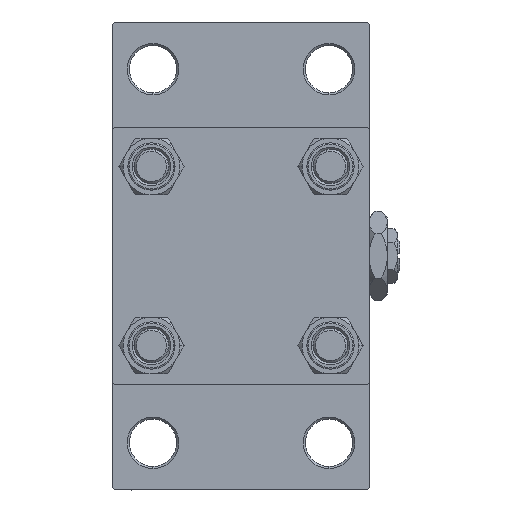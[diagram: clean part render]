
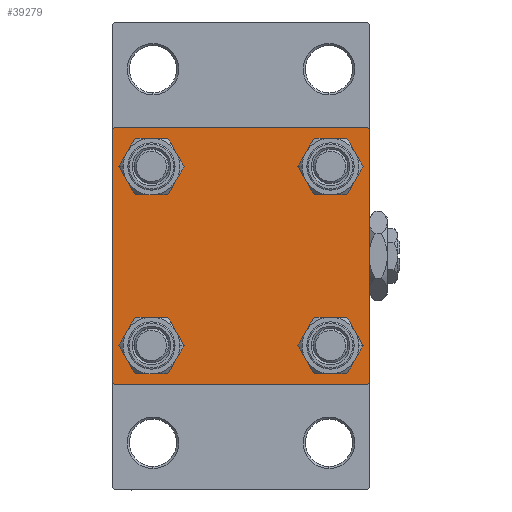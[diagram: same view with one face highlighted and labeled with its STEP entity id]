
A CAD part, left-side view. The second image highlights one B-rep face of the part: STEP entity #39279.
In plain terms, the highlighted planar face has unit normal (-1, 0, 0).
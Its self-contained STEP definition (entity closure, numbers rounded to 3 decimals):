
#120 = CARTESIAN_POINT ( 'NONE',  ( 0., -29.75, -29.75 ) ) ;
#197 = AXIS2_PLACEMENT_3D ( 'NONE', #4885, #24204, #46778 ) ;
#641 = CIRCLE ( 'NONE', #10218, 4.5 ) ;
#701 = DIRECTION ( 'NONE',  ( 0., -0.707, -0.707 ) ) ;
#1141 = EDGE_LOOP ( 'NONE', ( #21566, #44942 ) ) ;
#1200 = ORIENTED_EDGE ( 'NONE', *, *, #12935, .T. ) ;
#1246 = VERTEX_POINT ( 'NONE', #10528 ) ;
#1463 = DIRECTION ( 'NONE',  ( 1., 0., 0. ) ) ;
#1827 = EDGE_CURVE ( 'NONE', #44513, #39261, #38817, .T. ) ;
#3296 = ORIENTED_EDGE ( 'NONE', *, *, #33318, .T. ) ;
#4139 = CARTESIAN_POINT ( 'NONE',  ( 0., -20.85, -20.85 ) ) ;
#4283 = VERTEX_POINT ( 'NONE', #40365 ) ;
#4386 = CARTESIAN_POINT ( 'NONE',  ( 0., -20.85, -20.85 ) ) ;
#4433 = CARTESIAN_POINT ( 'NONE',  ( 0., 30., -30. ) ) ;
#4885 = CARTESIAN_POINT ( 'NONE',  ( 0., -20.85, 20.85 ) ) ;
#5462 = CIRCLE ( 'NONE', #15892, 4.5 ) ;
#5672 = ORIENTED_EDGE ( 'NONE', *, *, #48553, .T. ) ;
#5892 = CARTESIAN_POINT ( 'NONE',  ( 0., 30., 30. ) ) ;
#6149 = CARTESIAN_POINT ( 'NONE',  ( 0., 20.85, -20.85 ) ) ;
#6599 = EDGE_CURVE ( 'NONE', #40288, #24433, #34029, .T. ) ;
#6618 = DIRECTION ( 'NONE',  ( 0., 0., -1. ) ) ;
#6716 = ORIENTED_EDGE ( 'NONE', *, *, #6599, .T. ) ;
#7243 = CARTESIAN_POINT ( 'NONE',  ( 0., -29.5, 30. ) ) ;
#8181 = DIRECTION ( 'NONE',  ( 0., 0.707, 0.707 ) ) ;
#8538 = PLANE ( 'NONE',  #18389 ) ;
#9044 = CARTESIAN_POINT ( 'NONE',  ( 0., 20.85, 16.35 ) ) ;
#9670 = LINE ( 'NONE', #5892, #34480 ) ;
#9683 = ORIENTED_EDGE ( 'NONE', *, *, #13047, .F. ) ;
#9919 = EDGE_CURVE ( 'NONE', #38761, #44814, #49613, .T. ) ;
#10218 = AXIS2_PLACEMENT_3D ( 'NONE', #6149, #36253, #32745 ) ;
#10528 = CARTESIAN_POINT ( 'NONE',  ( 0., -20.85, 25.35 ) ) ;
#11295 = ORIENTED_EDGE ( 'NONE', *, *, #14525, .T. ) ;
#11410 = CARTESIAN_POINT ( 'NONE',  ( 0., 29.5, 30. ) ) ;
#11809 = CARTESIAN_POINT ( 'NONE',  ( 0., 20.85, 25.35 ) ) ;
#11978 = LINE ( 'NONE', #22078, #22176 ) ;
#12507 = DIRECTION ( 'NONE',  ( 0., 0., 1. ) ) ;
#12534 = VECTOR ( 'NONE', #15495, 1000. ) ;
#12687 = DIRECTION ( 'NONE',  ( 0., 0., 1. ) ) ;
#12807 = FACE_BOUND ( 'NONE', #1141, .T. ) ;
#12935 = EDGE_CURVE ( 'NONE', #4283, #41446, #26287, .T. ) ;
#13044 = FACE_OUTER_BOUND ( 'NONE', #19615, .T. ) ;
#13047 = EDGE_CURVE ( 'NONE', #40288, #47188, #36221, .T. ) ;
#13141 = VERTEX_POINT ( 'NONE', #15610 ) ;
#13226 = DIRECTION ( 'NONE',  ( 0., 0., 1. ) ) ;
#14489 = ORIENTED_EDGE ( 'NONE', *, *, #23970, .T. ) ;
#14525 = EDGE_CURVE ( 'NONE', #20671, #1246, #5462, .T. ) ;
#14815 = CARTESIAN_POINT ( 'NONE',  ( 0., 29.75, 29.75 ) ) ;
#14970 = CARTESIAN_POINT ( 'NONE',  ( 0., -29.75, 29.75 ) ) ;
#15495 = DIRECTION ( 'NONE',  ( 0., -1., 0. ) ) ;
#15610 = CARTESIAN_POINT ( 'NONE',  ( 0., 30., 29.5 ) ) ;
#15807 = AXIS2_PLACEMENT_3D ( 'NONE', #27549, #47114, #12507 ) ;
#15892 = AXIS2_PLACEMENT_3D ( 'NONE', #39823, #1463, #13226 ) ;
#16238 = ORIENTED_EDGE ( 'NONE', *, *, #1827, .T. ) ;
#16556 = CARTESIAN_POINT ( 'NONE',  ( 0., 0., 0. ) ) ;
#16901 = EDGE_LOOP ( 'NONE', ( #5672, #11295 ) ) ;
#17794 = VECTOR ( 'NONE', #19376, 1000. ) ;
#18131 = EDGE_CURVE ( 'NONE', #30946, #24433, #9670, .T. ) ;
#18157 = VECTOR ( 'NONE', #8181, 1000. ) ;
#18389 = AXIS2_PLACEMENT_3D ( 'NONE', #16556, #46662, #42653 ) ;
#19376 = DIRECTION ( 'NONE',  ( 0., 0., -1. ) ) ;
#19615 = EDGE_LOOP ( 'NONE', ( #14489, #33067, #20708, #36262, #9683, #6716, #48345, #3296 ) ) ;
#19655 = CARTESIAN_POINT ( 'NONE',  ( 0., 20.85, -16.35 ) ) ;
#19992 = VERTEX_POINT ( 'NONE', #19655 ) ;
#20646 = AXIS2_PLACEMENT_3D ( 'NONE', #4139, #27713, #46772 ) ;
#20671 = VERTEX_POINT ( 'NONE', #20775 ) ;
#20708 = ORIENTED_EDGE ( 'NONE', *, *, #9919, .T. ) ;
#20775 = CARTESIAN_POINT ( 'NONE',  ( 0., -20.85, 16.35 ) ) ;
#21566 = ORIENTED_EDGE ( 'NONE', *, *, #42345, .T. ) ;
#22023 = CARTESIAN_POINT ( 'NONE',  ( 0., 30., -29.5 ) ) ;
#22078 = CARTESIAN_POINT ( 'NONE',  ( 0., 29.75, -29.75 ) ) ;
#22176 = VECTOR ( 'NONE', #701, 1000. ) ;
#22310 = VERTEX_POINT ( 'NONE', #22023 ) ;
#23970 = EDGE_CURVE ( 'NONE', #13141, #22310, #42695, .T. ) ;
#24204 = DIRECTION ( 'NONE',  ( 1., 0., 0. ) ) ;
#24241 = CARTESIAN_POINT ( 'NONE',  ( 0., -29.5, -30. ) ) ;
#24433 = VERTEX_POINT ( 'NONE', #7243 ) ;
#25212 = DIRECTION ( 'NONE',  ( 0., -1., 0. ) ) ;
#25295 = DIRECTION ( 'NONE',  ( 1., 0., 0. ) ) ;
#26287 = CIRCLE ( 'NONE', #20646, 4.5 ) ;
#27326 = VECTOR ( 'NONE', #46002, 1000. ) ;
#27549 = CARTESIAN_POINT ( 'NONE',  ( 0., 20.85, 20.85 ) ) ;
#27713 = DIRECTION ( 'NONE',  ( 1., 0., 0. ) ) ;
#28795 = AXIS2_PLACEMENT_3D ( 'NONE', #47874, #25295, #32823 ) ;
#29018 = ORIENTED_EDGE ( 'NONE', *, *, #39791, .T. ) ;
#29667 = DIRECTION ( 'NONE',  ( 1., 0., 0. ) ) ;
#30121 = DIRECTION ( 'NONE',  ( 0., 0.707, -0.707 ) ) ;
#30157 = DIRECTION ( 'NONE',  ( 0., 0., 1. ) ) ;
#30946 = VERTEX_POINT ( 'NONE', #11410 ) ;
#31366 = FACE_BOUND ( 'NONE', #16901, .T. ) ;
#31952 = EDGE_LOOP ( 'NONE', ( #1200, #29018 ) ) ;
#32317 = EDGE_CURVE ( 'NONE', #22310, #38761, #11978, .T. ) ;
#32745 = DIRECTION ( 'NONE',  ( 0., 0., 1. ) ) ;
#32823 = DIRECTION ( 'NONE',  ( 0., 0., 1. ) ) ;
#32846 = AXIS2_PLACEMENT_3D ( 'NONE', #4386, #39273, #12687 ) ;
#33067 = ORIENTED_EDGE ( 'NONE', *, *, #32317, .T. ) ;
#33318 = EDGE_CURVE ( 'NONE', #30946, #13141, #49181, .T. ) ;
#33421 = CARTESIAN_POINT ( 'NONE',  ( 0., 20.85, 20.85 ) ) ;
#33773 = EDGE_CURVE ( 'NONE', #39261, #44513, #48633, .T. ) ;
#34029 = LINE ( 'NONE', #14970, #18157 ) ;
#34114 = EDGE_CURVE ( 'NONE', #48218, #19992, #641, .T. ) ;
#34471 = LINE ( 'NONE', #120, #27326 ) ;
#34480 = VECTOR ( 'NONE', #25212, 1000. ) ;
#34731 = EDGE_LOOP ( 'NONE', ( #46876, #16238 ) ) ;
#36221 = LINE ( 'NONE', #40989, #43112 ) ;
#36253 = DIRECTION ( 'NONE',  ( 1., 0., 0. ) ) ;
#36262 = ORIENTED_EDGE ( 'NONE', *, *, #46342, .T. ) ;
#36655 = CARTESIAN_POINT ( 'NONE',  ( 0., 20.85, -25.35 ) ) ;
#37194 = AXIS2_PLACEMENT_3D ( 'NONE', #33421, #29667, #30157 ) ;
#38434 = CARTESIAN_POINT ( 'NONE',  ( 0., 30., 30. ) ) ;
#38634 = CIRCLE ( 'NONE', #197, 4.5 ) ;
#38761 = VERTEX_POINT ( 'NONE', #38842 ) ;
#38817 = CIRCLE ( 'NONE', #37194, 4.5 ) ;
#38842 = CARTESIAN_POINT ( 'NONE',  ( 0., 29.5, -30. ) ) ;
#38887 = FACE_BOUND ( 'NONE', #34731, .T. ) ;
#39261 = VERTEX_POINT ( 'NONE', #11809 ) ;
#39273 = DIRECTION ( 'NONE',  ( 1., 0., 0. ) ) ;
#39279 = ADVANCED_FACE ( 'NONE', ( #31366, #43411, #12807, #38887, #13044 ), #8538, .T. ) ;
#39791 = EDGE_CURVE ( 'NONE', #41446, #4283, #40050, .T. ) ;
#39823 = CARTESIAN_POINT ( 'NONE',  ( 0., -20.85, 20.85 ) ) ;
#39832 = VECTOR ( 'NONE', #30121, 1000. ) ;
#40010 = CIRCLE ( 'NONE', #28795, 4.5 ) ;
#40050 = CIRCLE ( 'NONE', #32846, 4.5 ) ;
#40288 = VERTEX_POINT ( 'NONE', #45640 ) ;
#40365 = CARTESIAN_POINT ( 'NONE',  ( 0., -20.85, -16.35 ) ) ;
#40989 = CARTESIAN_POINT ( 'NONE',  ( 0., -30., 30. ) ) ;
#41446 = VERTEX_POINT ( 'NONE', #48395 ) ;
#42345 = EDGE_CURVE ( 'NONE', #19992, #48218, #40010, .T. ) ;
#42653 = DIRECTION ( 'NONE',  ( 0., 0., 1. ) ) ;
#42695 = LINE ( 'NONE', #38434, #17794 ) ;
#43112 = VECTOR ( 'NONE', #6618, 1000. ) ;
#43313 = CARTESIAN_POINT ( 'NONE',  ( 0., -30., -29.5 ) ) ;
#43411 = FACE_BOUND ( 'NONE', #31952, .T. ) ;
#44513 = VERTEX_POINT ( 'NONE', #9044 ) ;
#44814 = VERTEX_POINT ( 'NONE', #24241 ) ;
#44942 = ORIENTED_EDGE ( 'NONE', *, *, #34114, .T. ) ;
#45640 = CARTESIAN_POINT ( 'NONE',  ( 0., -30., 29.5 ) ) ;
#46002 = DIRECTION ( 'NONE',  ( 0., -0.707, 0.707 ) ) ;
#46342 = EDGE_CURVE ( 'NONE', #44814, #47188, #34471, .T. ) ;
#46662 = DIRECTION ( 'NONE',  ( -1., 0., 0. ) ) ;
#46772 = DIRECTION ( 'NONE',  ( 0., 0., 1. ) ) ;
#46778 = DIRECTION ( 'NONE',  ( 0., 0., 1. ) ) ;
#46876 = ORIENTED_EDGE ( 'NONE', *, *, #33773, .T. ) ;
#47114 = DIRECTION ( 'NONE',  ( 1., 0., 0. ) ) ;
#47188 = VERTEX_POINT ( 'NONE', #43313 ) ;
#47874 = CARTESIAN_POINT ( 'NONE',  ( 0., 20.85, -20.85 ) ) ;
#48218 = VERTEX_POINT ( 'NONE', #36655 ) ;
#48345 = ORIENTED_EDGE ( 'NONE', *, *, #18131, .F. ) ;
#48395 = CARTESIAN_POINT ( 'NONE',  ( 0., -20.85, -25.35 ) ) ;
#48553 = EDGE_CURVE ( 'NONE', #1246, #20671, #38634, .T. ) ;
#48633 = CIRCLE ( 'NONE', #15807, 4.5 ) ;
#49181 = LINE ( 'NONE', #14815, #39832 ) ;
#49613 = LINE ( 'NONE', #4433, #12534 ) ;
